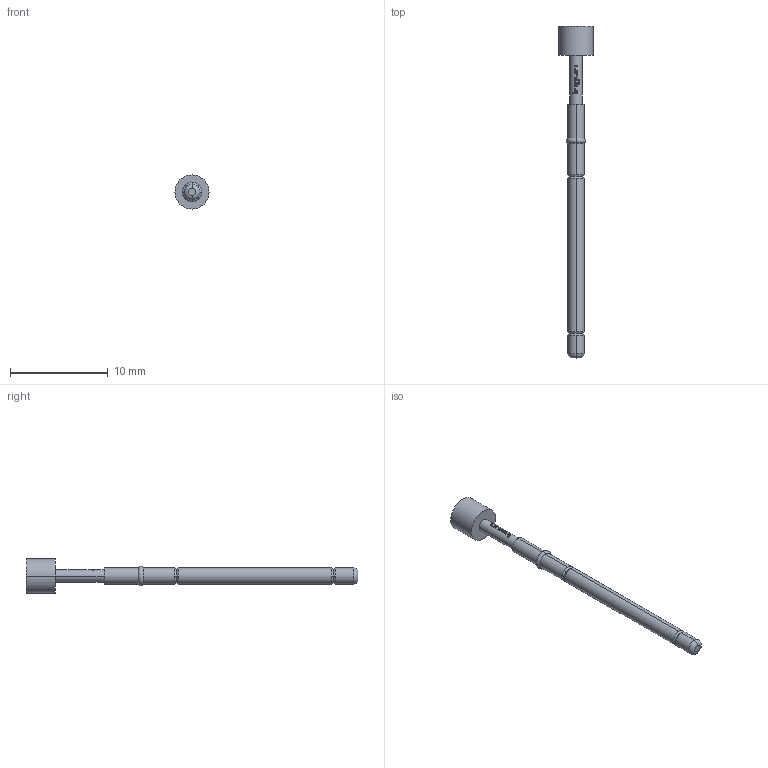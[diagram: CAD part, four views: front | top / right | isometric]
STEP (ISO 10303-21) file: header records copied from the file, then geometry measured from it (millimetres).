
FILE_DESCRIPTION (( 'STEP AP203' ), '1' );
FILE_NAME ('INGUN_GKS-912_303_350_A_xx04.STEP', '2021-10-15T10:15:43', ( 'ochi' ), ( '' ), 'SwSTEP 2.0', 'SolidWorks 2018', '' );
FILE_SCHEMA (( 'CONFIG_CONTROL_DESIGN' ));
Length unit declared in the file: millimetre
Products named in the file (1): INGUN_GKS-912_303_350_A_xx04
Bounding box: 3.5 x 34 x 3.5 mm (x, y, z)
Volume: 85.1 mm3; surface area: 213.6 mm2
Topology: 1 solids, 1 shells, 97 faces, 254 edges, 165 vertices
Faces by surface type: plane 33, bspline 32, cylinder 18, torus 12, cone 2
Entity records: 4015 total; most frequent: CARTESIAN_POINT 1975, ORIENTED_EDGE 504, EDGE_CURVE 252, DIRECTION 250, B_SPLINE_CURVE_WITH_KNOTS 186, VERTEX_POINT 165, AXIS2_PLACEMENT_3D 118, EDGE_LOOP 105
